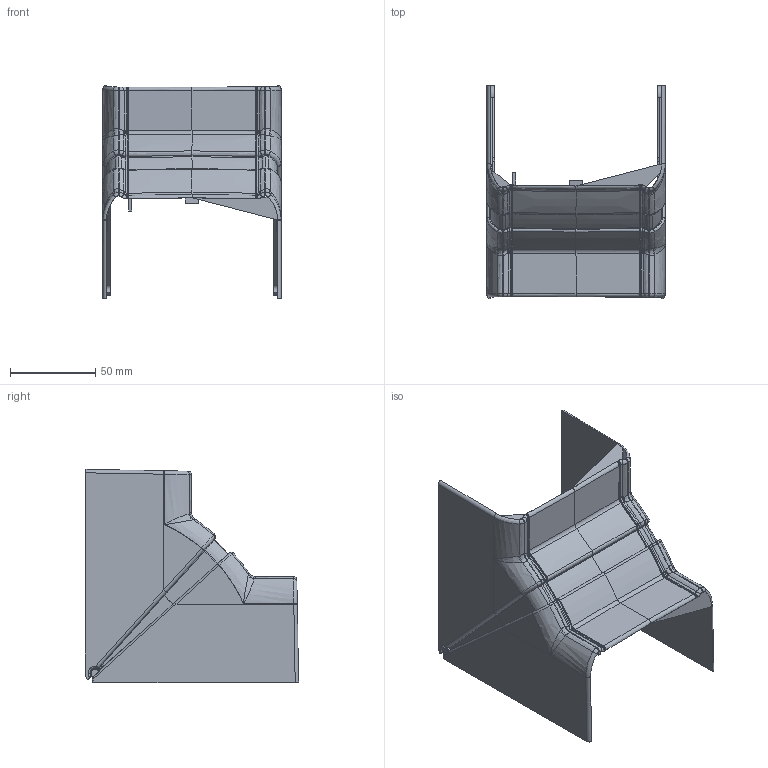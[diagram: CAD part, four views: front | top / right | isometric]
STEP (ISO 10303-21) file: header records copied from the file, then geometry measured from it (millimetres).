
FILE_DESCRIPTION (( 'STEP AP214' ), '1' );
FILE_NAME ('ÀÃÈÅ 010.06.000 ÑÁ_Âíóòðåííèé èçìåíÿåìûé óãîë äëÿ Ê.Ê.Ïðàéìåð 100õ60.STEP', '2016-07-19T08:05:48', ( '' ), ( '' ), 'SwSTEP 2.0', 'SolidWorks 2014', '' );
FILE_SCHEMA (( 'AUTOMOTIVE_DESIGN' ));
Products named in the file (1): ÀÃÈÅ 010.06.000 ÑÁ_Âíóòðåííèé èçìåíÿåìûé óãîë äëÿ Ê.Ê.Ïðàéìåð 100õ60
Bounding box: 104.46 x 124.97 x 124.97 mm (x, y, z)
Volume: 70347.3 mm3; surface area: 73328 mm2
Topology: 2 solids, 2 shells, 866 faces, 2063 edges, 1164 vertices
Faces by surface type: bspline 593, cylinder 152, plane 109, cone 12
Entity records: 80896 total; most frequent: CARTESIAN_POINT 66309, ORIENTED_EDGE 4044, EDGE_CURVE 2022, B_SPLINE_CURVE_WITH_KNOTS 1496, VERTEX_POINT 1164, DIRECTION 1153, EDGE_LOOP 870, FACE_OUTER_BOUND 866
